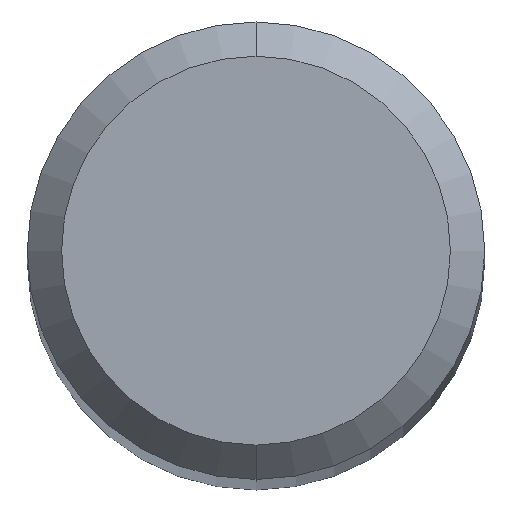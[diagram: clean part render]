
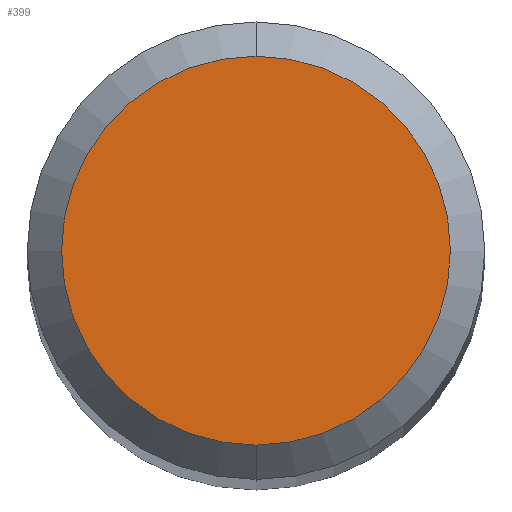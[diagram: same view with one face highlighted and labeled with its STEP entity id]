
A CAD part, top view. The second image highlights one B-rep face of the part: STEP entity #399.
In plain terms, the highlighted planar face has unit normal (0, 0, 1).
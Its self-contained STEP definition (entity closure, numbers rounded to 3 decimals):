
#177=EDGE_CURVE('',#183,#365,#484,.T.);
#183=VERTEX_POINT('',#491);
#185=EDGE_CURVE('',#365,#183,#493,.T.);
#365=VERTEX_POINT('',#689);
#399=ADVANCED_FACE('',(#726),#727,.T.);
#484=CIRCLE('',#814,1.7);
#491=CARTESIAN_POINT('',(0.0,1.7,0.0));
#493=CIRCLE('',#824,1.7);
#689=CARTESIAN_POINT('',(0.,-1.7,0.0));
#726=FACE_OUTER_BOUND('',#1322,.T.);
#727=PLANE('',#1323);
#814=AXIS2_PLACEMENT_3D('',#1445,#1446,#1447);
#824=AXIS2_PLACEMENT_3D('',#1455,#1456,#1457);
#1322=EDGE_LOOP('',(#1688,#1689));
#1323=AXIS2_PLACEMENT_3D('',#1690,#1691,#1692);
#1445=CARTESIAN_POINT('',(0.0,0.0,0.0));
#1446=DIRECTION('',(0.0,0.0,-1.0));
#1447=DIRECTION('',(0.0,1.0,0.0));
#1455=CARTESIAN_POINT('',(0.0,0.0,0.0));
#1456=DIRECTION('',(0.0,0.0,-1.0));
#1457=DIRECTION('',(0.0,1.0,0.0));
#1688=ORIENTED_EDGE('',*,*,#177,.F.);
#1689=ORIENTED_EDGE('',*,*,#185,.F.);
#1690=CARTESIAN_POINT('',(0.0,0.85,0.0));
#1691=DIRECTION('',(-0.0,0.0,1.0));
#1692=DIRECTION('',(0.0,-1.0,0.0));
